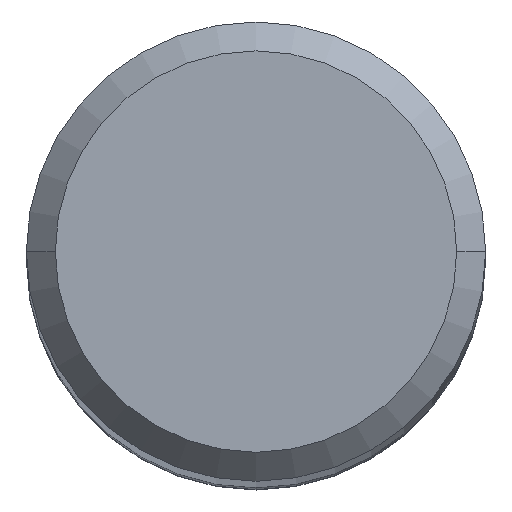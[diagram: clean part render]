
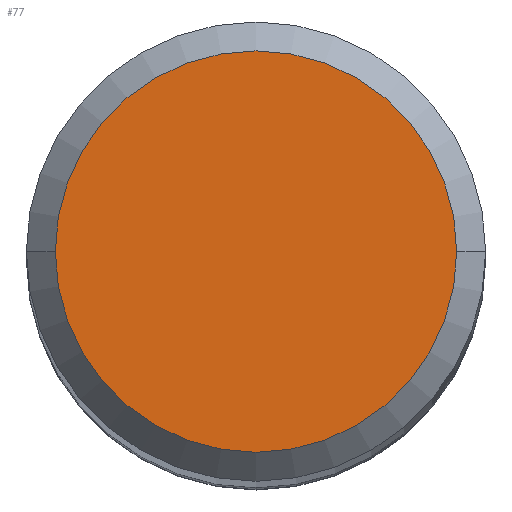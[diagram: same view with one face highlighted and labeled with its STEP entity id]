
A CAD part, top view. The second image highlights one B-rep face of the part: STEP entity #77.
In plain terms, the highlighted planar face has unit normal (0, 0, 1).
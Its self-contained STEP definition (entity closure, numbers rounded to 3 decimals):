
#44=PLANE('',#510);
#77=ADVANCED_FACE('',(#104),#44,.F.);
#104=FACE_OUTER_BOUND('',#125,.T.);
#125=EDGE_LOOP('',(#212,#213));
#212=ORIENTED_EDGE('',*,*,#284,.F.);
#213=ORIENTED_EDGE('',*,*,#282,.F.);
#239=VERTEX_POINT('',#763);
#240=VERTEX_POINT('',#765);
#282=EDGE_CURVE('',#239,#240,#317,.T.);
#284=EDGE_CURVE('',#240,#239,#318,.T.);
#317=CIRCLE('',#506,6.938);
#318=CIRCLE('',#508,6.938);
#506=AXIS2_PLACEMENT_3D('',#764,#648,#649);
#508=AXIS2_PLACEMENT_3D('',#768,#653,#654);
#510=AXIS2_PLACEMENT_3D('',#770,#657,#658);
#648=DIRECTION('',(0.,0.,-1.));
#649=DIRECTION('',(-1.,0.,0.));
#653=DIRECTION('',(0.,0.,-1.));
#654=DIRECTION('',(1.,0.,0.));
#657=DIRECTION('',(0.,0.,-1.));
#658=DIRECTION('',(1.,0.,0.));
#763=CARTESIAN_POINT('',(-6.938,0.,0.));
#764=CARTESIAN_POINT('',(0.,0.,0.));
#765=CARTESIAN_POINT('',(6.938,0.,0.));
#768=CARTESIAN_POINT('',(0.,0.,0.));
#770=CARTESIAN_POINT('',(0.,0.,0.));
